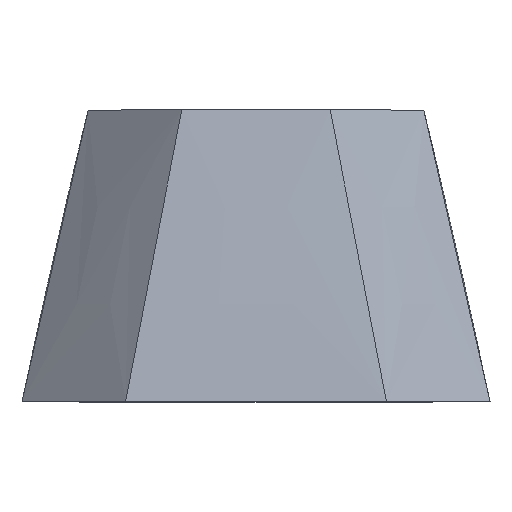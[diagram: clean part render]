
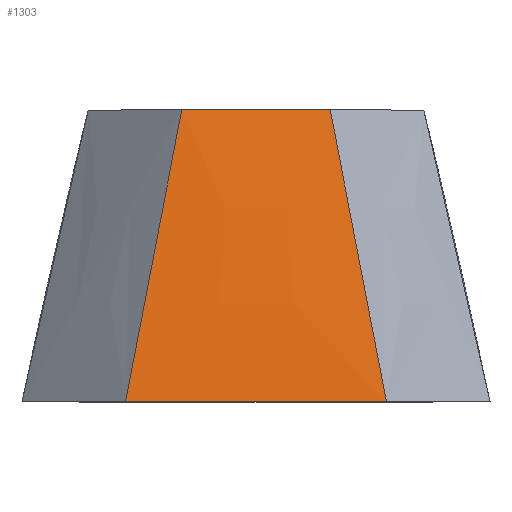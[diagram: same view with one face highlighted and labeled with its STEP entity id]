
A CAD part, top view. The second image highlights one B-rep face of the part: STEP entity #1303.
In plain terms, the highlighted free-form (B-spline) face has degree [3, 3] with [4, 4] control points.
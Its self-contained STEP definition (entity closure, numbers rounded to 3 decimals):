
#215=FACE_OUTER_BOUND('',#290,.T.);
#290=EDGE_LOOP('',(#1167,#1168,#1169,#1170,#1171,#1172,#1173));
#337=B_SPLINE_CURVE_WITH_KNOTS('',3,(#2469,#2470,#2471,#2472),
 .UNSPECIFIED.,.F.,.F.,(4,4),(0.924,0.99),
 .UNSPECIFIED.);
#343=B_SPLINE_CURVE_WITH_KNOTS('',3,(#2510,#2511,#2512,#2513),
 .UNSPECIFIED.,.F.,.F.,(4,4),(-1.112,-0.05),
 .UNSPECIFIED.);
#345=B_SPLINE_CURVE_WITH_KNOTS('',3,(#2523,#2524,#2525,#2526),
 .UNSPECIFIED.,.F.,.F.,(4,4),(-1.112,-0.05),
 .UNSPECIFIED.);
#418=B_SPLINE_CURVE_WITH_KNOTS('',3,(#3746,#3747,#3748,#3749),
 .UNSPECIFIED.,.F.,.F.,(4,4),(-0.102,0.),.UNSPECIFIED.);
#423=B_SPLINE_CURVE_WITH_KNOTS('',3,(#3782,#3783,#3784,#3785),
 .UNSPECIFIED.,.F.,.F.,(4,4),(-2.326,-2.225),
 .UNSPECIFIED.);
#443=B_SPLINE_CURVE_WITH_KNOTS('',3,(#4032,#4033,#4034,#4035),
 .UNSPECIFIED.,.F.,.F.,(4,4),(0.924,0.99),
 .UNSPECIFIED.);
#444=B_SPLINE_CURVE_WITH_KNOTS('',3,(#4052,#4053,#4054,#4055,#4056,#4057),
 .UNSPECIFIED.,.F.,.F.,(4,2,4),(-1.324,-0.662,0.),
 .UNSPECIFIED.);
#492=VERTEX_POINT('',#2460);
#494=VERTEX_POINT('',#2468);
#501=VERTEX_POINT('',#2507);
#502=VERTEX_POINT('',#2509);
#504=VERTEX_POINT('',#2521);
#562=VERTEX_POINT('',#3781);
#581=VERTEX_POINT('',#4025);
#646=EDGE_CURVE('',#494,#492,#337,.T.);
#656=EDGE_CURVE('',#502,#501,#343,.T.);
#660=EDGE_CURVE('',#501,#504,#345,.T.);
#739=EDGE_CURVE('',#504,#494,#418,.T.);
#747=EDGE_CURVE('',#562,#502,#423,.T.);
#784=EDGE_CURVE('',#562,#581,#443,.T.);
#785=EDGE_CURVE('',#581,#492,#444,.T.);
#1167=ORIENTED_EDGE('',*,*,#785,.F.);
#1168=ORIENTED_EDGE('',*,*,#784,.F.);
#1169=ORIENTED_EDGE('',*,*,#747,.T.);
#1170=ORIENTED_EDGE('',*,*,#656,.T.);
#1171=ORIENTED_EDGE('',*,*,#660,.T.);
#1172=ORIENTED_EDGE('',*,*,#739,.T.);
#1173=ORIENTED_EDGE('',*,*,#646,.T.);
#1235=B_SPLINE_SURFACE_WITH_KNOTS('',3,3,((#4036,#4037,#4038,#4039),(#4040,
#4041,#4042,#4043),(#4044,#4045,#4046,#4047),(#4048,#4049,#4050,#4051)),
 .UNSPECIFIED.,.F.,.F.,.F.,(4,4),(4,4),(0.,1.),(0.924,0.99),
 .UNSPECIFIED.);
#1303=ADVANCED_FACE('',(#215),#1235,.T.);
#2460=CARTESIAN_POINT('',(6.619,196.,14.847));
#2468=CARTESIAN_POINT('',(11.632,170.,19.909));
#2469=CARTESIAN_POINT('Ctrl Pts',(11.632,170.,19.909));
#2470=CARTESIAN_POINT('Ctrl Pts',(10.051,178.673,18.35));
#2471=CARTESIAN_POINT('Ctrl Pts',(8.38,187.34,16.662));
#2472=CARTESIAN_POINT('Ctrl Pts',(6.619,196.,14.847));
#2507=CARTESIAN_POINT('',(0.,170.,19.909));
#2509=CARTESIAN_POINT('',(-10.616,170.,19.909));
#2510=CARTESIAN_POINT('Ctrl Pts',(-10.616,170.,19.909));
#2511=CARTESIAN_POINT('Ctrl Pts',(-7.077,170.,19.909));
#2512=CARTESIAN_POINT('Ctrl Pts',(-3.539,170.,19.909));
#2513=CARTESIAN_POINT('Ctrl Pts',(0.,170.,19.909));
#2521=CARTESIAN_POINT('',(10.616,170.,19.909));
#2523=CARTESIAN_POINT('Ctrl Pts',(0.,170.,19.909));
#2524=CARTESIAN_POINT('Ctrl Pts',(3.539,170.,19.909));
#2525=CARTESIAN_POINT('Ctrl Pts',(7.077,170.,19.909));
#2526=CARTESIAN_POINT('Ctrl Pts',(10.616,170.,19.909));
#3746=CARTESIAN_POINT('Ctrl Pts',(10.616,170.,19.909));
#3747=CARTESIAN_POINT('Ctrl Pts',(10.954,170.,19.909));
#3748=CARTESIAN_POINT('Ctrl Pts',(11.293,170.,19.909));
#3749=CARTESIAN_POINT('Ctrl Pts',(11.632,170.,19.909));
#3781=CARTESIAN_POINT('',(-11.632,170.,19.909));
#3782=CARTESIAN_POINT('Ctrl Pts',(-11.632,170.,19.909));
#3783=CARTESIAN_POINT('Ctrl Pts',(-11.293,170.,19.909));
#3784=CARTESIAN_POINT('Ctrl Pts',(-10.954,170.,19.909));
#3785=CARTESIAN_POINT('Ctrl Pts',(-10.616,170.,19.909));
#4025=CARTESIAN_POINT('',(-6.619,196.,14.847));
#4032=CARTESIAN_POINT('Ctrl Pts',(-11.632,170.,19.909));
#4033=CARTESIAN_POINT('Ctrl Pts',(-10.051,178.673,18.35));
#4034=CARTESIAN_POINT('Ctrl Pts',(-8.38,187.34,16.662));
#4035=CARTESIAN_POINT('Ctrl Pts',(-6.619,196.,14.847));
#4036=CARTESIAN_POINT('Ctrl Pts',(-11.632,170.,19.909));
#4037=CARTESIAN_POINT('Ctrl Pts',(-10.051,178.673,18.35));
#4038=CARTESIAN_POINT('Ctrl Pts',(-8.38,187.34,16.662));
#4039=CARTESIAN_POINT('Ctrl Pts',(-6.619,196.,14.847));
#4040=CARTESIAN_POINT('Ctrl Pts',(-3.877,170.,19.909));
#4041=CARTESIAN_POINT('Ctrl Pts',(-3.35,178.673,18.35));
#4042=CARTESIAN_POINT('Ctrl Pts',(-2.793,187.34,16.662));
#4043=CARTESIAN_POINT('Ctrl Pts',(-2.206,196.,14.847));
#4044=CARTESIAN_POINT('Ctrl Pts',(3.877,170.,19.909));
#4045=CARTESIAN_POINT('Ctrl Pts',(3.35,178.673,18.35));
#4046=CARTESIAN_POINT('Ctrl Pts',(2.793,187.34,16.662));
#4047=CARTESIAN_POINT('Ctrl Pts',(2.206,196.,14.847));
#4048=CARTESIAN_POINT('Ctrl Pts',(11.632,170.,19.909));
#4049=CARTESIAN_POINT('Ctrl Pts',(10.051,178.673,18.35));
#4050=CARTESIAN_POINT('Ctrl Pts',(8.38,187.34,16.662));
#4051=CARTESIAN_POINT('Ctrl Pts',(6.619,196.,14.847));
#4052=CARTESIAN_POINT('Ctrl Pts',(-6.619,196.,14.847));
#4053=CARTESIAN_POINT('Ctrl Pts',(-4.413,196.,14.847));
#4054=CARTESIAN_POINT('Ctrl Pts',(-2.206,196.,14.847));
#4055=CARTESIAN_POINT('Ctrl Pts',(2.206,196.,14.847));
#4056=CARTESIAN_POINT('Ctrl Pts',(4.413,196.,14.847));
#4057=CARTESIAN_POINT('Ctrl Pts',(6.619,196.,14.847));
